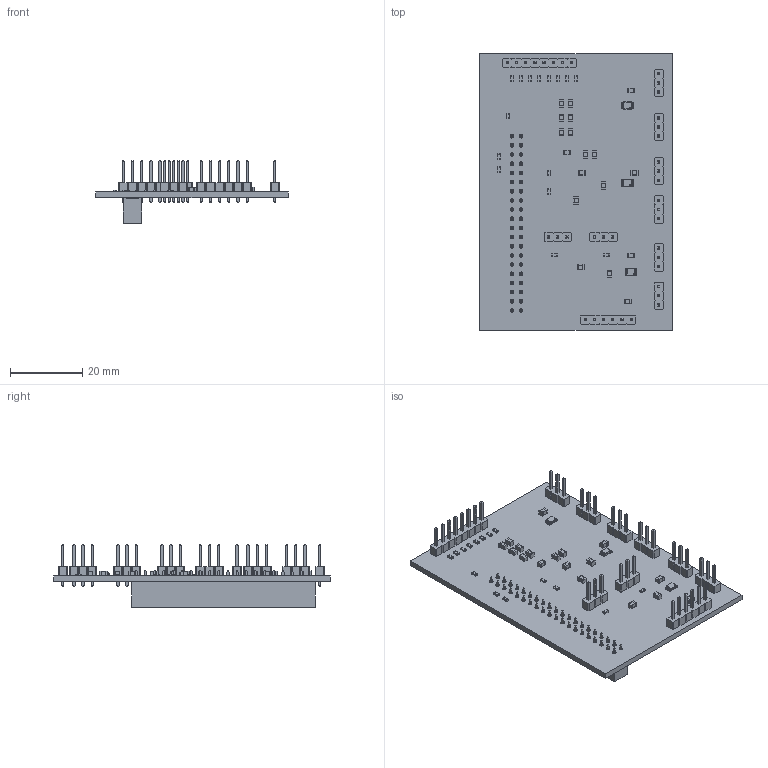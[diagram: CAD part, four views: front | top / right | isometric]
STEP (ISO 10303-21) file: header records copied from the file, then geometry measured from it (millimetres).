
FILE_DESCRIPTION(('KiCad electronic assembly'),'2;1');
FILE_NAME('pihat.step','2024-04-25T10:35:13',('Pcbnew'),('Kicad'), 'Open CASCADE STEP processor 7.7','KiCad to STEP converter','Unknown' );
FILE_SCHEMA(('AUTOMOTIVE_DESIGN { 1 0 10303 214 1 1 1 1 }'));
Length unit declared in the file: millimetre
Products named in the file (16): pihat 1; VSSOP-8_2.3x2mm_P0.5mm; VSSOP_8_23x2mm_P05mm; R_0603_1608Metric; PinHeader_1x03_P2.54mm_Vertical; PinHeader_1x03_P254mm_Vertical; C_0805_2012Metric; PinHeader_1x06_P2.54mm_Vertical; PinHeader_1x06_P254mm_Vertical; PinHeader_1x08_P2.54mm_Vertical; PinHeader_1x08_P254mm_Vertical; PinSocket_2x20_P2.54mm_Vertical; PinSocket_2x20_P254mm_Vertical; pihat_PCB
Assembly tree (55 placements, depth 3):
  pihat 1
    VSSOP-8_2.3x2mm_P0.5mm  x3
      VSSOP_8_23x2mm_P05mm
    R_0603_1608Metric  x15
      R_0603_1608Metric
    PinHeader_1x03_P2.54mm_Vertical  x8
      PinHeader_1x03_P254mm_Vertical
    C_0805_2012Metric  x18
      C_0805_2012Metric
    PinHeader_1x06_P2.54mm_Vertical
      PinHeader_1x06_P254mm_Vertical
    PinHeader_1x08_P2.54mm_Vertical
      PinHeader_1x08_P254mm_Vertical
    PinSocket_2x20_P2.54mm_Vertical
      PinSocket_2x20_P254mm_Vertical
    pihat_PCB
Bounding box: 53.41 x 76.62 x 17.24 mm (x, y, z)
Volume: 8966.9 mm3; surface area: 13340.7 mm2
Topology: 48 solids, 48 shells, 3648 faces, 9259 edges, 5942 vertices
Faces by surface type: plane 3039, cylinder 513, bspline 96
Full cylindrical faces by diameter (mm): 0.25 x3, 1 x78
Entity records: 71946 total; most frequent: CARTESIAN_POINT 10391, ORIENTED_EDGE 10034, DIRECTION 9223, EDGE_CURVE 5017, LINE 4723, VECTOR 4723, VERTEX_POINT 3226, FACE_BOUND 2277
